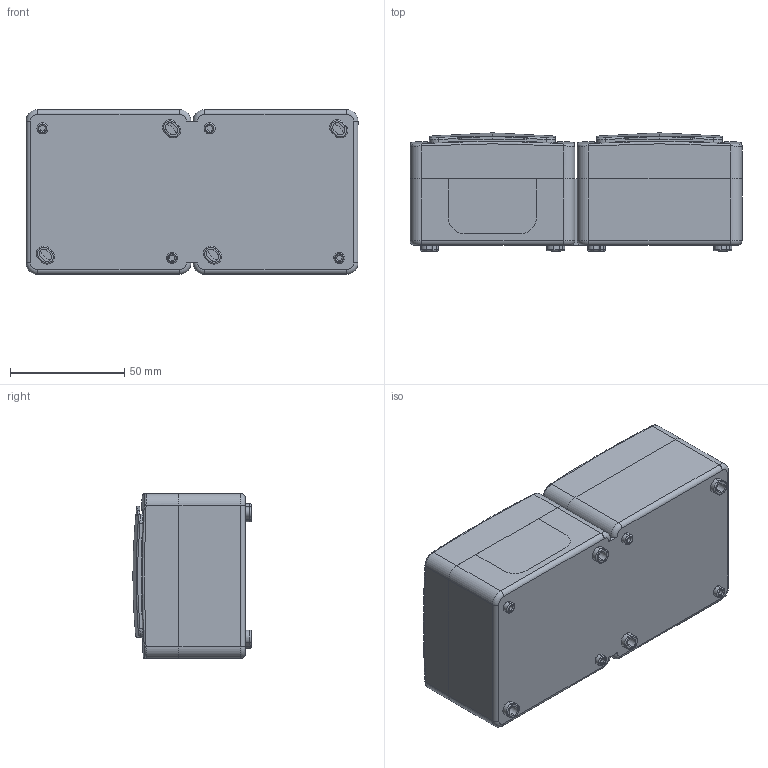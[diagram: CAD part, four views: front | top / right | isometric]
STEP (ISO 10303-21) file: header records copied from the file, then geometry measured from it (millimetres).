
FILE_DESCRIPTION (( 'STEP AP203' ), '1' );
FILE_NAME ('ERMP22-K01-16-54-EC ÐÑá22-3-ÃÏÁá ðîç.2ì ñ ç_ê î_ó IP54 (öâåò êðûøêè-áåëûé) ÃÅÐÌÅÑ PLUS.STEP', '2016-11-24T12:20:11', ( '' ), ( '' ), 'SwSTEP 2.0', 'SolidWorks 2014', '' );
FILE_SCHEMA (( 'CONFIG_CONTROL_DESIGN' ));
Length unit declared in the file: millimetre
Products named in the file (2): ERMP22-K01-16-54-EC ÐÑá22-3-ÃÏÁá ðîç.2ì ñ ç_ê î_ó IP54 (öâåò êðûøêè-áåëûé) ÃÅÐÌÅÑ PLUS
Bounding box: 145 x 51.6 x 72 mm (x, y, z)
Volume: 120875.7 mm3; surface area: 145057 mm2
Topology: 7 solids, 7 shells, 964 faces, 2522 edges, 1604 vertices
Faces by surface type: plane 446, cylinder 332, torus 100, bspline 58, sphere 28
Entity records: 33297 total; most frequent: CARTESIAN_POINT 9330, DIRECTION 5024, ORIENTED_EDGE 5020, EDGE_CURVE 2510, AXIS2_PLACEMENT_3D 1826, VERTEX_POINT 1604, VECTOR 1372, LINE 1372
